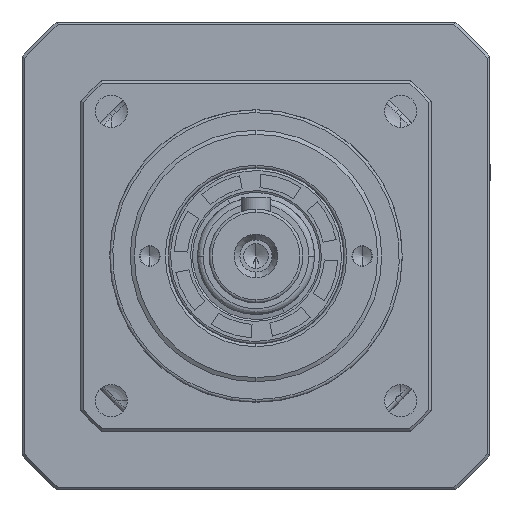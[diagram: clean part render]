
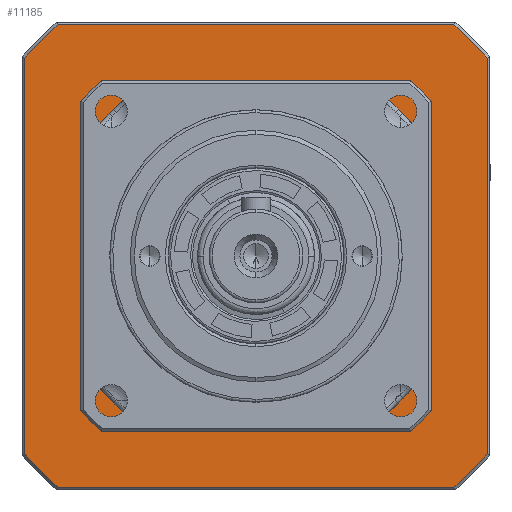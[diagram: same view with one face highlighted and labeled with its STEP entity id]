
A CAD part, left-side view. The second image highlights one B-rep face of the part: STEP entity #11185.
In plain terms, the highlighted planar face has unit normal (-1, 0, 0).
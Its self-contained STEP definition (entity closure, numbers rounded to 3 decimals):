
#47 = DIRECTION ( 'NONE',  ( 0., -1., 0. ) ) ;
#291 = CARTESIAN_POINT ( 'NONE',  ( 5.5, -35., 30. ) ) ;
#333 = EDGE_CURVE ( 'NONE', #21187, #10987, #33554, .T. ) ;
#754 = VECTOR ( 'NONE', #4967, 1000. ) ;
#946 = LINE ( 'NONE', #35258, #23146 ) ;
#949 = DIRECTION ( 'NONE',  ( 0., 1., 0. ) ) ;
#1773 = CARTESIAN_POINT ( 'NONE',  ( 5.5, -39.5, 0. ) ) ;
#2030 = EDGE_CURVE ( 'NONE', #32791, #24653, #946, .T. ) ;
#2242 = EDGE_CURVE ( 'NONE', #24653, #18006, #34811, .T. ) ;
#2290 = CIRCLE ( 'NONE', #23518, 35. ) ;
#2536 = VECTOR ( 'NONE', #27318, 1000. ) ;
#3121 = CARTESIAN_POINT ( 'NONE',  ( 5.5, -18.028, -30. ) ) ;
#3281 = DIRECTION ( 'NONE',  ( 1., 0., 0. ) ) ;
#3345 = CARTESIAN_POINT ( 'NONE',  ( 5.5, -35., -39.5 ) ) ;
#3590 = ORIENTED_EDGE ( 'NONE', *, *, #32723, .T. ) ;
#3895 = VECTOR ( 'NONE', #47, 1000. ) ;
#3993 = EDGE_CURVE ( 'NONE', #18006, #32054, #16803, .T. ) ;
#4312 = ORIENTED_EDGE ( 'NONE', *, *, #2030, .T. ) ;
#4628 = DIRECTION ( 'NONE',  ( 0., 0., 1. ) ) ;
#4873 = CARTESIAN_POINT ( 'NONE',  ( 5.5, -39.5, 33.819 ) ) ;
#4920 = CARTESIAN_POINT ( 'NONE',  ( 5.5, 30., 0. ) ) ;
#4941 = VERTEX_POINT ( 'NONE', #15554 ) ;
#4967 = DIRECTION ( 'NONE',  ( 0., 1., 0. ) ) ;
#5049 = CARTESIAN_POINT ( 'NONE',  ( 5.5, -35., -30. ) ) ;
#5407 = ORIENTED_EDGE ( 'NONE', *, *, #3993, .T. ) ;
#5411 = ORIENTED_EDGE ( 'NONE', *, *, #7759, .T. ) ;
#5423 = EDGE_CURVE ( 'NONE', #5489, #32791, #29836, .T. ) ;
#5489 = VERTEX_POINT ( 'NONE', #4873 ) ;
#6039 = EDGE_CURVE ( 'NONE', #25328, #21187, #35033, .T. ) ;
#6079 = EDGE_CURVE ( 'NONE', #4941, #25328, #29455, .T. ) ;
#6182 = DIRECTION ( 'NONE',  ( 0., -1., 0. ) ) ;
#6676 = CARTESIAN_POINT ( 'NONE',  ( 5.5, 30., -18.028 ) ) ;
#7694 = DIRECTION ( 'NONE',  ( 0., 1., 0. ) ) ;
#7744 = DIRECTION ( 'NONE',  ( -1., 0., 0. ) ) ;
#7759 = EDGE_CURVE ( 'NONE', #32054, #35826, #17415, .T. ) ;
#7816 = CARTESIAN_POINT ( 'NONE',  ( 5.5, 0., 0. ) ) ;
#8292 = CIRCLE ( 'NONE', #12558, 52. ) ;
#8313 = VECTOR ( 'NONE', #6182, 1000. ) ;
#8613 = ORIENTED_EDGE ( 'NONE', *, *, #2242, .T. ) ;
#10359 = ORIENTED_EDGE ( 'NONE', *, *, #333, .T. ) ;
#10406 = DIRECTION ( 'NONE',  ( 1., 0., 0. ) ) ;
#10987 = VERTEX_POINT ( 'NONE', #24941 ) ;
#11030 = VERTEX_POINT ( 'NONE', #23077 ) ;
#11155 = CIRCLE ( 'NONE', #30768, 35. ) ;
#11185 = ADVANCED_FACE ( 'NONE', ( #23469, #14872 ), #21174, .T. ) ;
#11218 = ORIENTED_EDGE ( 'NONE', *, *, #13079, .T. ) ;
#11548 = ORIENTED_EDGE ( 'NONE', *, *, #29788, .T. ) ;
#11626 = ORIENTED_EDGE ( 'NONE', *, *, #6039, .T. ) ;
#11795 = EDGE_CURVE ( 'NONE', #15956, #31203, #23496, .T. ) ;
#12061 = AXIS2_PLACEMENT_3D ( 'NONE', #27165, #27037, #26914 ) ;
#12191 = CARTESIAN_POINT ( 'NONE',  ( 5.5, 30., 18.028 ) ) ;
#12321 = CARTESIAN_POINT ( 'NONE',  ( 5.5, 0., 0. ) ) ;
#12558 = AXIS2_PLACEMENT_3D ( 'NONE', #34215, #17613, #949 ) ;
#13079 = EDGE_CURVE ( 'NONE', #35826, #22275, #28597, .T. ) ;
#14046 = AXIS2_PLACEMENT_3D ( 'NONE', #19925, #3281, #22686 ) ;
#14068 = ORIENTED_EDGE ( 'NONE', *, *, #33459, .T. ) ;
#14500 = ORIENTED_EDGE ( 'NONE', *, *, #11795, .T. ) ;
#14872 = FACE_BOUND ( 'NONE', #15277, .T. ) ;
#15070 = DIRECTION ( 'NONE',  ( 0., 0., 1. ) ) ;
#15277 = EDGE_LOOP ( 'NONE', ( #14068, #24343, #14500, #11548, #22456, #11626, #10359, #3590 ) ) ;
#15554 = CARTESIAN_POINT ( 'NONE',  ( 5.5, -30., 18.028 ) ) ;
#15956 = VERTEX_POINT ( 'NONE', #27770 ) ;
#16465 = ORIENTED_EDGE ( 'NONE', *, *, #5423, .T. ) ;
#16722 = ORIENTED_EDGE ( 'NONE', *, *, #28174, .T. ) ;
#16803 = LINE ( 'NONE', #35923, #22401 ) ;
#16914 = LINE ( 'NONE', #1773, #22518 ) ;
#16958 = CARTESIAN_POINT ( 'NONE',  ( 5.5, 33.819, -39.5 ) ) ;
#17256 = CARTESIAN_POINT ( 'NONE',  ( 5.5, 39.5, -33.819 ) ) ;
#17415 = CIRCLE ( 'NONE', #12061, 52. ) ;
#17613 = DIRECTION ( 'NONE',  ( -1., 0., 0. ) ) ;
#18006 = VERTEX_POINT ( 'NONE', #26689 ) ;
#18018 = CARTESIAN_POINT ( 'NONE',  ( 5.5, -33.819, 39.5 ) ) ;
#18090 = AXIS2_PLACEMENT_3D ( 'NONE', #26909, #26860, #26836 ) ;
#18872 = VECTOR ( 'NONE', #29875, 1000. ) ;
#19925 = CARTESIAN_POINT ( 'NONE',  ( 5.5, 0., 0. ) ) ;
#21018 = DIRECTION ( 'NONE',  ( 0., 0., 1. ) ) ;
#21028 = DIRECTION ( 'NONE',  ( -1., 0., 0. ) ) ;
#21174 = PLANE ( 'NONE',  #27376 ) ;
#21187 = VERTEX_POINT ( 'NONE', #3121 ) ;
#21288 = CARTESIAN_POINT ( 'NONE',  ( 5.5, -35., 0. ) ) ;
#21786 = VERTEX_POINT ( 'NONE', #6676 ) ;
#22275 = VERTEX_POINT ( 'NONE', #22705 ) ;
#22401 = VECTOR ( 'NONE', #35698, 1000. ) ;
#22456 = ORIENTED_EDGE ( 'NONE', *, *, #6079, .T. ) ;
#22518 = VECTOR ( 'NONE', #4628, 1000. ) ;
#22686 = DIRECTION ( 'NONE',  ( 0., 0., 1. ) ) ;
#22705 = CARTESIAN_POINT ( 'NONE',  ( 5.5, -33.819, -39.5 ) ) ;
#23020 = EDGE_CURVE ( 'NONE', #23623, #15956, #2290, .T. ) ;
#23077 = CARTESIAN_POINT ( 'NONE',  ( 5.5, -39.5, -33.819 ) ) ;
#23146 = VECTOR ( 'NONE', #35012, 1000. ) ;
#23469 = FACE_OUTER_BOUND ( 'NONE', #32135, .T. ) ;
#23496 = LINE ( 'NONE', #291, #3895 ) ;
#23518 = AXIS2_PLACEMENT_3D ( 'NONE', #26923, #10406, #29694 ) ;
#23623 = VERTEX_POINT ( 'NONE', #12191 ) ;
#23721 = CIRCLE ( 'NONE', #14046, 35. ) ;
#24343 = ORIENTED_EDGE ( 'NONE', *, *, #23020, .T. ) ;
#24653 = VERTEX_POINT ( 'NONE', #27259 ) ;
#24941 = CARTESIAN_POINT ( 'NONE',  ( 5.5, 18.028, -30. ) ) ;
#25328 = VERTEX_POINT ( 'NONE', #33924 ) ;
#26102 = AXIS2_PLACEMENT_3D ( 'NONE', #7816, #7744, #7694 ) ;
#26107 = ORIENTED_EDGE ( 'NONE', *, *, #34142, .T. ) ;
#26689 = CARTESIAN_POINT ( 'NONE',  ( 5.5, 39.5, 33.819 ) ) ;
#26836 = DIRECTION ( 'NONE',  ( 0., 1., 0. ) ) ;
#26860 = DIRECTION ( 'NONE',  ( -1., 0., 0. ) ) ;
#26909 = CARTESIAN_POINT ( 'NONE',  ( 5.5, 0., 0. ) ) ;
#26914 = DIRECTION ( 'NONE',  ( 0., 1., 0. ) ) ;
#26923 = CARTESIAN_POINT ( 'NONE',  ( 5.5, 0., 0. ) ) ;
#27037 = DIRECTION ( 'NONE',  ( -1., 0., 0. ) ) ;
#27139 = LINE ( 'NONE', #4920, #18872 ) ;
#27165 = CARTESIAN_POINT ( 'NONE',  ( 5.5, 0., 0. ) ) ;
#27259 = CARTESIAN_POINT ( 'NONE',  ( 5.5, 33.819, 39.5 ) ) ;
#27318 = DIRECTION ( 'NONE',  ( 0., 0., -1. ) ) ;
#27376 = AXIS2_PLACEMENT_3D ( 'NONE', #21288, #21028, #21018 ) ;
#27770 = CARTESIAN_POINT ( 'NONE',  ( 5.5, 18.028, 30. ) ) ;
#28174 = EDGE_CURVE ( 'NONE', #22275, #11030, #8292, .T. ) ;
#28313 = CARTESIAN_POINT ( 'NONE',  ( 5.5, -30., 0. ) ) ;
#28562 = CARTESIAN_POINT ( 'NONE',  ( 5.5, -18.028, 30. ) ) ;
#28597 = LINE ( 'NONE', #3345, #8313 ) ;
#29295 = DIRECTION ( 'NONE',  ( 0., 0., 1. ) ) ;
#29328 = DIRECTION ( 'NONE',  ( 1., 0., 0. ) ) ;
#29339 = CARTESIAN_POINT ( 'NONE',  ( 5.5, 0., 0. ) ) ;
#29455 = LINE ( 'NONE', #28313, #2536 ) ;
#29694 = DIRECTION ( 'NONE',  ( 0., 0., 1. ) ) ;
#29788 = EDGE_CURVE ( 'NONE', #31203, #4941, #23721, .T. ) ;
#29836 = CIRCLE ( 'NONE', #26102, 52. ) ;
#29875 = DIRECTION ( 'NONE',  ( 0., 0., 1. ) ) ;
#30297 = AXIS2_PLACEMENT_3D ( 'NONE', #29339, #29328, #29295 ) ;
#30768 = AXIS2_PLACEMENT_3D ( 'NONE', #12321, #31617, #15070 ) ;
#31203 = VERTEX_POINT ( 'NONE', #28562 ) ;
#31617 = DIRECTION ( 'NONE',  ( 1., 0., 0. ) ) ;
#32054 = VERTEX_POINT ( 'NONE', #17256 ) ;
#32135 = EDGE_LOOP ( 'NONE', ( #5411, #11218, #16722, #26107, #16465, #4312, #8613, #5407 ) ) ;
#32723 = EDGE_CURVE ( 'NONE', #10987, #21786, #11155, .T. ) ;
#32791 = VERTEX_POINT ( 'NONE', #18018 ) ;
#33459 = EDGE_CURVE ( 'NONE', #21786, #23623, #27139, .T. ) ;
#33554 = LINE ( 'NONE', #5049, #754 ) ;
#33924 = CARTESIAN_POINT ( 'NONE',  ( 5.5, -30., -18.028 ) ) ;
#34142 = EDGE_CURVE ( 'NONE', #11030, #5489, #16914, .T. ) ;
#34215 = CARTESIAN_POINT ( 'NONE',  ( 5.5, 0., 0. ) ) ;
#34811 = CIRCLE ( 'NONE', #18090, 52. ) ;
#35012 = DIRECTION ( 'NONE',  ( 0., 1., 0. ) ) ;
#35033 = CIRCLE ( 'NONE', #30297, 35. ) ;
#35258 = CARTESIAN_POINT ( 'NONE',  ( 5.5, -35., 39.5 ) ) ;
#35698 = DIRECTION ( 'NONE',  ( 0., 0., -1. ) ) ;
#35826 = VERTEX_POINT ( 'NONE', #16958 ) ;
#35923 = CARTESIAN_POINT ( 'NONE',  ( 5.5, 39.5, 0. ) ) ;
